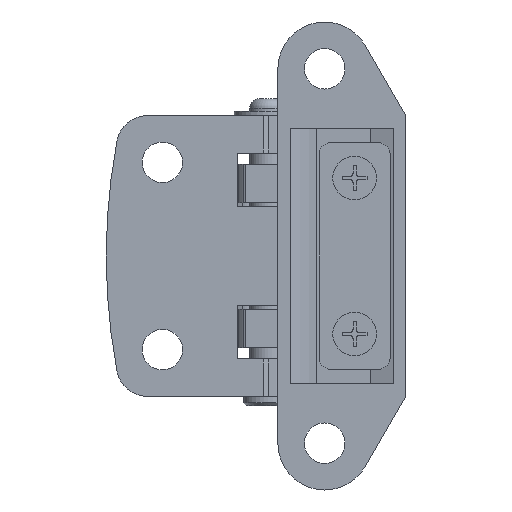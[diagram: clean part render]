
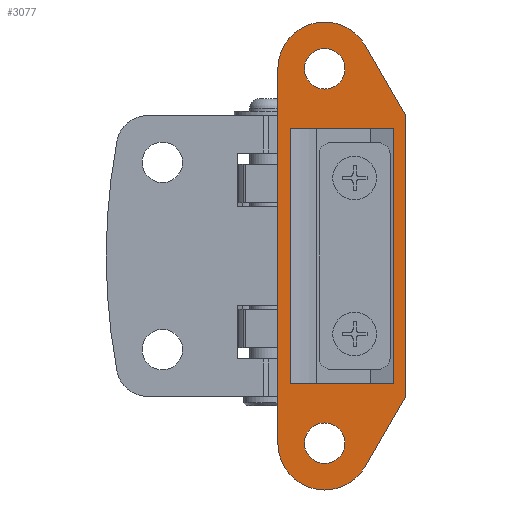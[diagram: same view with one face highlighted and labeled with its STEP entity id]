
A CAD part, front view. The second image highlights one B-rep face of the part: STEP entity #3077.
In plain terms, the highlighted planar face has unit normal (0, -1, 0).
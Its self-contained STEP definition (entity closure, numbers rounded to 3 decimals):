
#2987 = ORIENTED_EDGE ( 'NONE', *, *, #2988, .F. ) ;
#2988 = EDGE_CURVE ( 'NONE', #3058, #3070, #5936, .T. ) ;
#2989 = EDGE_LOOP ( 'NONE', ( #2990, #2991 ) ) ;
#2990 = ORIENTED_EDGE ( 'NONE', *, *, #3137, .F. ) ;
#2991 = ORIENTED_EDGE ( 'NONE', *, *, #2992, .F. ) ;
#2992 = EDGE_CURVE ( 'NONE', #3139, #3138, #5931, .T. ) ;
#2993 = EDGE_LOOP ( 'NONE', ( #2994, #2996 ) ) ;
#2994 = ORIENTED_EDGE ( 'NONE', *, *, #2995, .T. ) ;
#2995 = EDGE_CURVE ( 'NONE', #3016, #3015, #5926, .T. ) ;
#2996 = ORIENTED_EDGE ( 'NONE', *, *, #3014, .T. ) ;
#2997 = EDGE_LOOP ( 'NONE', ( #2998, #3002, #3005, #3008 ) ) ;
#2998 = ORIENTED_EDGE ( 'NONE', *, *, #2999, .F. ) ;
#2999 = EDGE_CURVE ( 'NONE', #3000, #3001, #5921, .T. ) ;
#3000 = VERTEX_POINT ( 'NONE', #5917 ) ;
#3001 = VERTEX_POINT ( 'NONE', #5916 ) ;
#3002 = ORIENTED_EDGE ( 'NONE', *, *, #3003, .T. ) ;
#3003 = EDGE_CURVE ( 'NONE', #3000, #3004, #5978, .T. ) ;
#3004 = VERTEX_POINT ( 'NONE', #5974 ) ;
#3005 = ORIENTED_EDGE ( 'NONE', *, *, #3006, .T. ) ;
#3006 = EDGE_CURVE ( 'NONE', #3004, #3007, #5973, .T. ) ;
#3007 = VERTEX_POINT ( 'NONE', #5969 ) ;
#3008 = ORIENTED_EDGE ( 'NONE', *, *, #3009, .T. ) ;
#3009 = EDGE_CURVE ( 'NONE', #3007, #3001, #5968, .T. ) ;
#3014 = EDGE_CURVE ( 'NONE', #3015, #3016, #5951, .T. ) ;
#3015 = VERTEX_POINT ( 'NONE', #5947 ) ;
#3016 = VERTEX_POINT ( 'NONE', #5946 ) ;
#3056 = ORIENTED_EDGE ( 'NONE', *, *, #3057, .F. ) ;
#3057 = EDGE_CURVE ( 'NONE', #3079, #3058, #6097, .T. ) ;
#3058 = VERTEX_POINT ( 'NONE', #6093 ) ;
#3059 = ORIENTED_EDGE ( 'NONE', *, *, #3060, .F. ) ;
#3060 = EDGE_CURVE ( 'NONE', #3061, #3079, #6092, .T. ) ;
#3061 = VERTEX_POINT ( 'NONE', #6088 ) ;
#3062 = ORIENTED_EDGE ( 'NONE', *, *, #3063, .T. ) ;
#3063 = EDGE_CURVE ( 'NONE', #3061, #3064, #6087, .T. ) ;
#3064 = VERTEX_POINT ( 'NONE', #6137 ) ;
#3065 = ORIENTED_EDGE ( 'NONE', *, *, #3066, .T. ) ;
#3066 = EDGE_CURVE ( 'NONE', #3064, #3067, #6136, .T. ) ;
#3067 = VERTEX_POINT ( 'NONE', #6131 ) ;
#3068 = ORIENTED_EDGE ( 'NONE', *, *, #3069, .T. ) ;
#3069 = EDGE_CURVE ( 'NONE', #3067, #3070, #6130, .T. ) ;
#3070 = VERTEX_POINT ( 'NONE', #6126 ) ;
#3077 = ADVANCED_FACE ( 'NONE', ( #6125, #6124, #6118, #6117 ), #6116, .F. ) ;
#3078 = EDGE_LOOP ( 'NONE', ( #3056, #3059, #3062, #3065, #3068, #2987 ) ) ;
#3079 = VERTEX_POINT ( 'NONE', #6160 ) ;
#3137 = EDGE_CURVE ( 'NONE', #3138, #3139, #6250, .T. ) ;
#3138 = VERTEX_POINT ( 'NONE', #6245 ) ;
#3139 = VERTEX_POINT ( 'NONE', #6244 ) ;
#5916 = CARTESIAN_POINT ( 'NONE',  ( -20.5, -17.5, -5. ) ) ;
#5917 = CARTESIAN_POINT ( 'NONE',  ( -20.5, -17.5, 11.5 ) ) ;
#5918 = DIRECTION ( 'NONE',  ( 0., 0., -1. ) ) ;
#5919 = VECTOR ( 'NONE', #5918, 1000. ) ;
#5920 = CARTESIAN_POINT ( 'NONE',  ( -20.5, -17.5, -7. ) ) ;
#5921 = LINE ( 'NONE', #5920, #5919 ) ;
#5922 = DIRECTION ( 'NONE',  ( 0., 0., 1. ) ) ;
#5923 = DIRECTION ( 'NONE',  ( 0., 1., 0. ) ) ;
#5924 = CARTESIAN_POINT ( 'NONE',  ( 30., -17.5, 6. ) ) ;
#5925 = AXIS2_PLACEMENT_3D ( 'NONE', #5924, #5923, #5922 ) ;
#5926 = CIRCLE ( 'NONE', #5925, 3.25 ) ;
#5927 = DIRECTION ( 'NONE',  ( 0., 0., 1. ) ) ;
#5928 = DIRECTION ( 'NONE',  ( 0., -1., 0. ) ) ;
#5929 = CARTESIAN_POINT ( 'NONE',  ( -30., -17.5, 6. ) ) ;
#5930 = AXIS2_PLACEMENT_3D ( 'NONE', #5929, #5928, #5927 ) ;
#5931 = CIRCLE ( 'NONE', #5930, 3.25 ) ;
#5932 = DIRECTION ( 'NONE',  ( 0., 0., 1. ) ) ;
#5933 = DIRECTION ( 'NONE',  ( 0., 1., 0. ) ) ;
#5934 = CARTESIAN_POINT ( 'NONE',  ( -30., -17.5, 6. ) ) ;
#5935 = AXIS2_PLACEMENT_3D ( 'NONE', #5934, #5933, #5932 ) ;
#5936 = CIRCLE ( 'NONE', #5935, 7.5 ) ;
#5946 = CARTESIAN_POINT ( 'NONE',  ( 30., -17.5, 9.25 ) ) ;
#5947 = CARTESIAN_POINT ( 'NONE',  ( 30., -17.5, 2.75 ) ) ;
#5948 = DIRECTION ( 'NONE',  ( 0., 0., 1. ) ) ;
#5949 = DIRECTION ( 'NONE',  ( 0., 1., 0. ) ) ;
#5950 = AXIS2_PLACEMENT_3D ( 'NONE', #5956, #5949, #5948 ) ;
#5951 = CIRCLE ( 'NONE', #5950, 3.25 ) ;
#5956 = CARTESIAN_POINT ( 'NONE',  ( 30., -17.5, 6. ) ) ;
#5965 = DIRECTION ( 'NONE',  ( -1., 0., 0. ) ) ;
#5966 = VECTOR ( 'NONE', #5965, 1000. ) ;
#5967 = CARTESIAN_POINT ( 'NONE',  ( 37.5, -17.5, -5. ) ) ;
#5968 = LINE ( 'NONE', #5967, #5966 ) ;
#5969 = CARTESIAN_POINT ( 'NONE',  ( 20.5, -17.5, -5. ) ) ;
#5970 = DIRECTION ( 'NONE',  ( 0., 0., -1. ) ) ;
#5971 = VECTOR ( 'NONE', #5970, 1000. ) ;
#5972 = CARTESIAN_POINT ( 'NONE',  ( 20.5, -17.5, -7. ) ) ;
#5973 = LINE ( 'NONE', #5972, #5971 ) ;
#5974 = CARTESIAN_POINT ( 'NONE',  ( 20.5, -17.5, 11.5 ) ) ;
#5975 = DIRECTION ( 'NONE',  ( 1., 0., 0. ) ) ;
#5976 = VECTOR ( 'NONE', #5975, 1000. ) ;
#5977 = CARTESIAN_POINT ( 'NONE',  ( 37.5, -17.5, 11.5 ) ) ;
#5978 = LINE ( 'NONE', #5977, #5976 ) ;
#6085 = VECTOR ( 'NONE', #6138, 1000. ) ;
#6086 = CARTESIAN_POINT ( 'NONE',  ( 33.742, -17.5, -0.5 ) ) ;
#6087 = LINE ( 'NONE', #6086, #6085 ) ;
#6088 = CARTESIAN_POINT ( 'NONE',  ( 22.5, -17.5, -7. ) ) ;
#6089 = DIRECTION ( 'NONE',  ( -1., 0., 0. ) ) ;
#6090 = VECTOR ( 'NONE', #6089, 1000. ) ;
#6091 = CARTESIAN_POINT ( 'NONE',  ( 37.5, -17.5, -7. ) ) ;
#6092 = LINE ( 'NONE', #6091, #6090 ) ;
#6093 = CARTESIAN_POINT ( 'NONE',  ( -33.754, -17.5, -0.493 ) ) ;
#6094 = DIRECTION ( 'NONE',  ( -0.866, 0., 0.501 ) ) ;
#6095 = VECTOR ( 'NONE', #6094, 1000. ) ;
#6096 = CARTESIAN_POINT ( 'NONE',  ( 22.467, -17.5, -33. ) ) ;
#6097 = LINE ( 'NONE', #6096, #6095 ) ;
#6115 = AXIS2_PLACEMENT_3D ( 'NONE', #6163, #6162, #6161 ) ;
#6116 = PLANE ( 'NONE',  #6115 ) ;
#6117 = FACE_BOUND ( 'NONE', #2997, .T. ) ;
#6118 = FACE_BOUND ( 'NONE', #2993, .T. ) ;
#6124 = FACE_BOUND ( 'NONE', #2989, .T. ) ;
#6125 = FACE_OUTER_BOUND ( 'NONE', #3078, .T. ) ;
#6126 = CARTESIAN_POINT ( 'NONE',  ( -30., -17.5, 13.5 ) ) ;
#6127 = DIRECTION ( 'NONE',  ( -1., 0., 0. ) ) ;
#6128 = VECTOR ( 'NONE', #6127, 1000. ) ;
#6129 = CARTESIAN_POINT ( 'NONE',  ( 37.5, -17.5, 13.5 ) ) ;
#6130 = LINE ( 'NONE', #6129, #6128 ) ;
#6131 = CARTESIAN_POINT ( 'NONE',  ( 30., -17.5, 13.5 ) ) ;
#6132 = DIRECTION ( 'NONE',  ( 0., 0., 1. ) ) ;
#6133 = DIRECTION ( 'NONE',  ( 0., -1., 0. ) ) ;
#6134 = CARTESIAN_POINT ( 'NONE',  ( 30., -17.5, 6. ) ) ;
#6135 = AXIS2_PLACEMENT_3D ( 'NONE', #6134, #6133, #6132 ) ;
#6136 = CIRCLE ( 'NONE', #6135, 7.5 ) ;
#6137 = CARTESIAN_POINT ( 'NONE',  ( 33.754, -17.5, -0.493 ) ) ;
#6138 = DIRECTION ( 'NONE',  ( 0.866, 0., 0.501 ) ) ;
#6160 = CARTESIAN_POINT ( 'NONE',  ( -22.5, -17.5, -7. ) ) ;
#6161 = DIRECTION ( 'NONE',  ( 0., 0., 1. ) ) ;
#6162 = DIRECTION ( 'NONE',  ( 0., 1., 0. ) ) ;
#6163 = CARTESIAN_POINT ( 'NONE',  ( 37.5, -17.5, -7. ) ) ;
#6244 = CARTESIAN_POINT ( 'NONE',  ( -30., -17.5, 2.75 ) ) ;
#6245 = CARTESIAN_POINT ( 'NONE',  ( -30., -17.5, 9.25 ) ) ;
#6246 = DIRECTION ( 'NONE',  ( 0., 0., 1. ) ) ;
#6247 = DIRECTION ( 'NONE',  ( 0., -1., 0. ) ) ;
#6248 = CARTESIAN_POINT ( 'NONE',  ( -30., -17.5, 6. ) ) ;
#6249 = AXIS2_PLACEMENT_3D ( 'NONE', #6248, #6247, #6246 ) ;
#6250 = CIRCLE ( 'NONE', #6249, 3.25 ) ;
